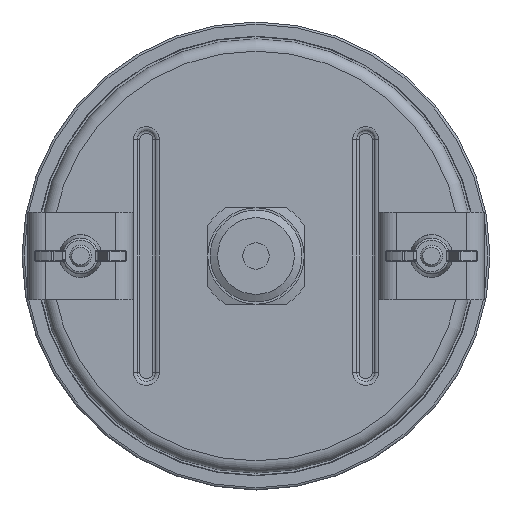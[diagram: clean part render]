
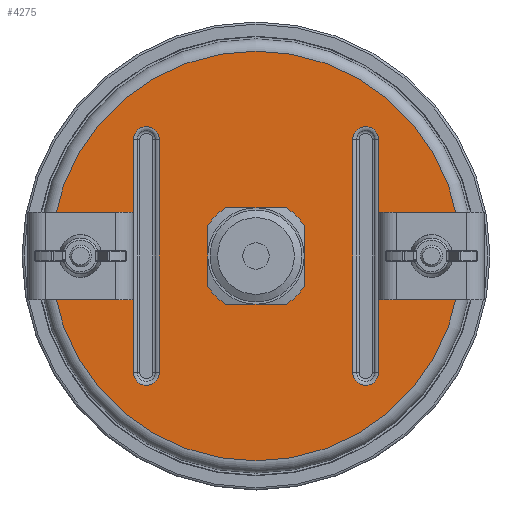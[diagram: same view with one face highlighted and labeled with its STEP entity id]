
A CAD part, left-side view. The second image highlights one B-rep face of the part: STEP entity #4275.
In plain terms, the highlighted planar face has unit normal (-1, 0, 0).
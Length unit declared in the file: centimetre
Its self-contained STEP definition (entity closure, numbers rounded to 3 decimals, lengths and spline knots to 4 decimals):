
#297=FACE_BOUND('',#1144,.T.);
#298=FACE_BOUND('',#1145,.T.);
#299=FACE_BOUND('',#1146,.T.);
#300=FACE_BOUND('',#1147,.T.);
#301=FACE_BOUND('',#1148,.T.);
#544=CIRCLE('',#4691,0.325);
#548=CIRCLE('',#4700,0.325);
#576=CIRCLE('',#4773,4.67);
#593=CIRCLE('',#4800,0.2973);
#596=CIRCLE('',#4804,0.2973);
#600=CIRCLE('',#4812,0.2973);
#604=CIRCLE('',#4819,0.2973);
#605=CIRCLE('',#4821,1.05);
#859=FACE_OUTER_BOUND('',#1143,.T.);
#1143=EDGE_LOOP('',(#3621));
#1144=EDGE_LOOP('',(#3622));
#1145=EDGE_LOOP('',(#3623));
#1146=EDGE_LOOP('',(#3624,#3625,#3626,#3627));
#1147=EDGE_LOOP('',(#3628,#3629,#3630,#3631));
#1148=EDGE_LOOP('',(#3632));
#1377=LINE('',#7730,#1583);
#1378=LINE('',#7741,#1584);
#1380=LINE('',#7756,#1586);
#1381=LINE('',#7761,#1587);
#1583=VECTOR('',#6050,5.3);
#1584=VECTOR('',#6067,5.3);
#1586=VECTOR('',#6087,5.3);
#1587=VECTOR('',#6094,5.3);
#1849=VERTEX_POINT('',#7466);
#1853=VERTEX_POINT('',#7479);
#1913=VERTEX_POINT('',#7680);
#1929=VERTEX_POINT('',#7727);
#1930=VERTEX_POINT('',#7729);
#1931=VERTEX_POINT('',#7733);
#1932=VERTEX_POINT('',#7737);
#1934=VERTEX_POINT('',#7749);
#1935=VERTEX_POINT('',#7751);
#1936=VERTEX_POINT('',#7755);
#1937=VERTEX_POINT('',#7759);
#1938=VERTEX_POINT('',#7765);
#2369=EDGE_CURVE('',#1849,#1849,#544,.T.);
#2373=EDGE_CURVE('',#1853,#1853,#548,.T.);
#2469=EDGE_CURVE('',#1913,#1913,#576,.T.);
#2492=EDGE_CURVE('',#1929,#1930,#1377,.T.);
#2494=EDGE_CURVE('',#1930,#1931,#593,.T.);
#2497=EDGE_CURVE('',#1932,#1929,#596,.T.);
#2498=EDGE_CURVE('',#1931,#1932,#1378,.T.);
#2503=EDGE_CURVE('',#1934,#1935,#600,.T.);
#2505=EDGE_CURVE('',#1935,#1936,#1380,.T.);
#2508=EDGE_CURVE('',#1937,#1934,#1381,.T.);
#2509=EDGE_CURVE('',#1936,#1937,#604,.T.);
#2510=EDGE_CURVE('',#1938,#1938,#605,.T.);
#3621=ORIENTED_EDGE('',*,*,#2469,.F.);
#3622=ORIENTED_EDGE('',*,*,#2369,.T.);
#3623=ORIENTED_EDGE('',*,*,#2373,.T.);
#3624=ORIENTED_EDGE('',*,*,#2509,.F.);
#3625=ORIENTED_EDGE('',*,*,#2505,.F.);
#3626=ORIENTED_EDGE('',*,*,#2503,.F.);
#3627=ORIENTED_EDGE('',*,*,#2508,.F.);
#3628=ORIENTED_EDGE('',*,*,#2498,.F.);
#3629=ORIENTED_EDGE('',*,*,#2494,.F.);
#3630=ORIENTED_EDGE('',*,*,#2492,.F.);
#3631=ORIENTED_EDGE('',*,*,#2497,.F.);
#3632=ORIENTED_EDGE('',*,*,#2510,.T.);
#3777=PLANE('',#4820);
#4275=ADVANCED_FACE('',(#859,#297,#298,#299,#300,#301),#3777,.T.);
#4691=AXIS2_PLACEMENT_3D('',#7467,#5761,#5762);
#4700=AXIS2_PLACEMENT_3D('',#7480,#5779,#5780);
#4773=AXIS2_PLACEMENT_3D('',#7681,#5993,#5994);
#4800=AXIS2_PLACEMENT_3D('',#7734,#6055,#6056);
#4804=AXIS2_PLACEMENT_3D('',#7739,#6063,#6064);
#4812=AXIS2_PLACEMENT_3D('',#7752,#6081,#6082);
#4819=AXIS2_PLACEMENT_3D('',#7763,#6097,#6098);
#4820=AXIS2_PLACEMENT_3D('',#7764,#6099,#6100);
#4821=AXIS2_PLACEMENT_3D('',#7766,#6101,#6102);
#5761=DIRECTION('center_axis',(1.,0.,0.));
#5762=DIRECTION('ref_axis',(0.,-0.704,0.71));
#5779=DIRECTION('center_axis',(1.,0.,0.));
#5780=DIRECTION('ref_axis',(0.,-0.34,0.94));
#5993=DIRECTION('center_axis',(1.,0.,0.));
#5994=DIRECTION('ref_axis',(0.,-1.,0.));
#6050=DIRECTION('',(0.,0.,-1.));
#6055=DIRECTION('center_axis',(-1.,0.,0.));
#6056=DIRECTION('ref_axis',(0.,0.,
-1.));
#6063=DIRECTION('center_axis',(-1.,0.,0.));
#6064=DIRECTION('ref_axis',(0.,0.,
1.));
#6067=DIRECTION('',(0.,0.,1.));
#6081=DIRECTION('center_axis',(-1.,0.,0.));
#6082=DIRECTION('ref_axis',(0.,0.,
-1.));
#6087=DIRECTION('',(0.,0.,1.));
#6094=DIRECTION('',(0.,0.,-1.));
#6097=DIRECTION('center_axis',(-1.,0.,0.));
#6098=DIRECTION('ref_axis',(0.,0.,
1.));
#6099=DIRECTION('center_axis',(-1.,0.,0.));
#6100=DIRECTION('ref_axis',(0.,0.,
1.));
#6101=DIRECTION('center_axis',(1.,0.,0.));
#6102=DIRECTION('ref_axis',(0.,0.,1.));
#7466=CARTESIAN_POINT('',(-1.9675,-4.1385,5.9774));
#7467=CARTESIAN_POINT('Origin',(-1.9675,-3.9097,5.7465));
#7479=CARTESIAN_POINT('',(-1.9675,3.9798,6.0522));
#7480=CARTESIAN_POINT('Origin',(-1.9675,4.0903,5.7465));
#7680=CARTESIAN_POINT('',(-1.9675,4.7603,5.7465));
#7681=CARTESIAN_POINT('Origin',(-1.9675,0.0903,5.7465));
#7727=CARTESIAN_POINT('',(-1.9675,-2.1124,8.3965));
#7729=CARTESIAN_POINT('',(-1.9675,-2.1124,3.0965));
#7730=CARTESIAN_POINT('',(-1.9675,-2.1124,7.0715));
#7733=CARTESIAN_POINT('',(-1.9675,-2.707,3.0965));
#7734=CARTESIAN_POINT('Origin',(-1.9675,-2.4097,3.0965));
#7737=CARTESIAN_POINT('',(-1.9675,-2.707,8.3965));
#7739=CARTESIAN_POINT('Origin',(-1.9675,-2.4097,8.3965));
#7741=CARTESIAN_POINT('',(-1.9675,-2.707,4.4215));
#7749=CARTESIAN_POINT('',(-1.9675,2.8876,3.0965));
#7751=CARTESIAN_POINT('',(-1.9675,2.293,3.0965));
#7752=CARTESIAN_POINT('Origin',(-1.9675,2.5903,3.0965));
#7755=CARTESIAN_POINT('',(-1.9675,2.293,8.3965));
#7756=CARTESIAN_POINT('',(-1.9675,2.293,4.4215));
#7759=CARTESIAN_POINT('',(-1.9675,2.8876,8.3965));
#7761=CARTESIAN_POINT('',(-1.9675,2.8876,7.0715));
#7763=CARTESIAN_POINT('Origin',(-1.9675,2.5903,8.3965));
#7764=CARTESIAN_POINT('Origin',(-1.9675,2.5653,5.7465));
#7765=CARTESIAN_POINT('',(-1.9675,0.0903,4.6965));
#7766=CARTESIAN_POINT('Origin',(-1.9675,0.0903,5.7465));
